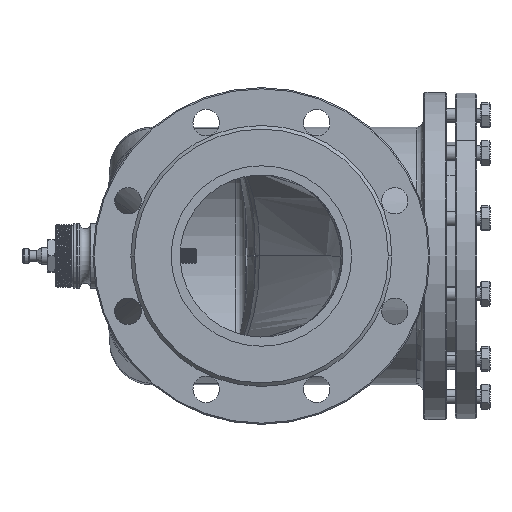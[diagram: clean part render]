
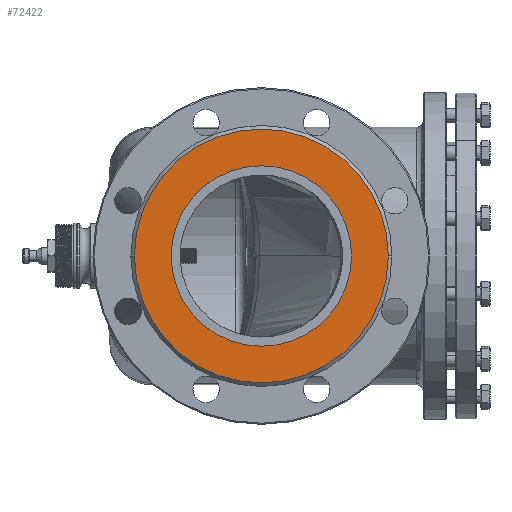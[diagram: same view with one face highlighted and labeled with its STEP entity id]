
A CAD part, left-side view. The second image highlights one B-rep face of the part: STEP entity #72422.
In plain terms, the highlighted planar face has unit normal (1, 0, 0).
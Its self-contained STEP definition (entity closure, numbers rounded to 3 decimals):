
#30152=CARTESIAN_POINT('',(-236.023,-7.129,480.));
#30153=DIRECTION('',(1.,0.,0.));
#30154=DIRECTION('',(0.,0.,1.));
#30155=AXIS2_PLACEMENT_3D('',#30152,#30153,#30154);
#30157=CARTESIAN_POINT('',(-236.023,-7.129,480.));
#30158=DIRECTION('',(1.,0.,0.));
#30159=DIRECTION('',(0.,1.,0.));
#30160=AXIS2_PLACEMENT_3D('',#30157,#30158,#30159);
#30162=CARTESIAN_POINT('',(-236.023,-7.129,480.));
#30163=DIRECTION('',(1.,0.,0.));
#30164=DIRECTION('',(0.,0.,-1.));
#30165=AXIS2_PLACEMENT_3D('',#30162,#30163,#30164);
#30167=CARTESIAN_POINT('',(-236.023,-7.129,480.));
#30168=DIRECTION('',(1.,0.,0.));
#30169=DIRECTION('',(0.,-1.,0.));
#30170=AXIS2_PLACEMENT_3D('',#30167,#30168,#30169);
#30172=CARTESIAN_POINT('',(-236.023,-7.129,480.));
#30173=DIRECTION('',(-1.,0.,0.));
#30174=DIRECTION('',(0.,0.,-1.));
#30175=AXIS2_PLACEMENT_3D('',#30172,#30173,#30174);
#30177=CARTESIAN_POINT('',(-236.023,-7.129,480.));
#30178=DIRECTION('',(-1.,0.,0.));
#30179=DIRECTION('',(0.,0.,1.));
#30180=AXIS2_PLACEMENT_3D('',#30177,#30178,#30179);
#40359=CARTESIAN_POINT('',(-236.023,-7.129,405.));
#40360=CARTESIAN_POINT('',(-236.023,-7.129,555.));
#40361=VERTEX_POINT('',#40359);
#40362=VERTEX_POINT('',#40360);
#40776=CARTESIAN_POINT('',(-236.023,-7.129,
585.5));
#40777=CARTESIAN_POINT('',(-236.023,-112.629,
480.));
#40778=VERTEX_POINT('',#40776);
#40779=VERTEX_POINT('',#40777);
#40809=CARTESIAN_POINT('',(-236.023,-7.129,
374.5));
#40810=VERTEX_POINT('',#40809);
#40914=CARTESIAN_POINT('',(-236.023,98.371,
480.));
#40915=VERTEX_POINT('',#40914);
#72401=CARTESIAN_POINT('',(-236.023,-7.129,480.));
#72402=DIRECTION('',(1.,0.,0.));
#72403=DIRECTION('',(0.,0.,-1.));
#72404=AXIS2_PLACEMENT_3D('',#72401,#72402,#72403);
#72405=PLANE('',#72404);
#72407=ORIENTED_EDGE('',*,*,#72406,.F.);
#72409=ORIENTED_EDGE('',*,*,#72408,.F.);
#72411=ORIENTED_EDGE('',*,*,#72410,.F.);
#72413=ORIENTED_EDGE('',*,*,#72412,.F.);
#72414=EDGE_LOOP('',(#72407,#72409,#72411,#72413));
#72415=FACE_OUTER_BOUND('',#72414,.F.);
#72417=ORIENTED_EDGE('',*,*,#72416,.F.);
#72419=ORIENTED_EDGE('',*,*,#72418,.F.);
#72420=EDGE_LOOP('',(#72417,#72419));
#72421=FACE_BOUND('',#72420,.F.);
#72422=ADVANCED_FACE('',(#72415,#72421),#72405,.T.);
#30156=CIRCLE('',#30155,105.5);
#30161=CIRCLE('',#30160,105.5);
#30166=CIRCLE('',#30165,105.5);
#30171=CIRCLE('',#30170,105.5);
#30176=CIRCLE('',#30175,75.);
#30181=CIRCLE('',#30180,75.);
#72406=EDGE_CURVE('',#40778,#40779,#30156,.T.);
#72408=EDGE_CURVE('',#40915,#40778,#30161,.T.);
#72410=EDGE_CURVE('',#40810,#40915,#30166,.T.);
#72412=EDGE_CURVE('',#40779,#40810,#30171,.T.);
#72416=EDGE_CURVE('',#40361,#40362,#30176,.T.);
#72418=EDGE_CURVE('',#40362,#40361,#30181,.T.);
